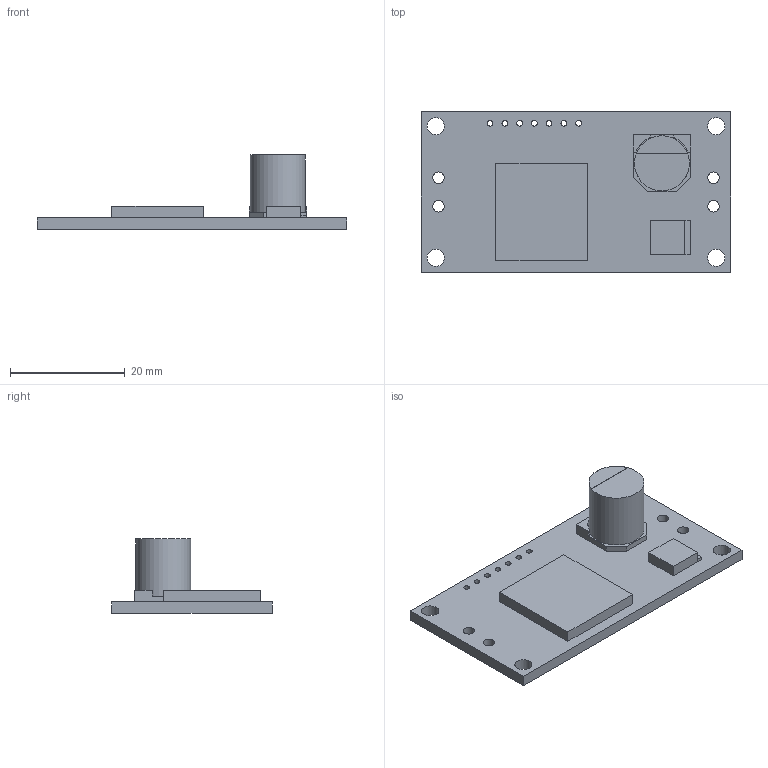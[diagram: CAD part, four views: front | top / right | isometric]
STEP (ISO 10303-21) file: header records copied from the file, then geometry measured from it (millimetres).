
FILE_DESCRIPTION(/* description */ (''),/* implementation_level */ '2;1');
FILE_NAME(/* name */ 'drive motor VNH2SP30.step',/* time_stamp */ '2022-12-28T00:14:38+10:00',/* author */ (''),/* organization */ (''),/* preprocessor_version */ 'ST-DEVELOPER v19.2',/* originating_system */ 'Autodesk Translation Framework v11.17.0.187',/* authorisation */ '');
FILE_SCHEMA (('AUTOMOTIVE_DESIGN { 1 0 10303 214 3 1 1 }'));
Length unit declared in the file: millimetre
Products named in the file (1): драйвер
Bounding box: 54 x 28 x 13.05 mm (x, y, z)
Volume: 4378.6 mm3; surface area: 4893.9 mm2
Topology: 7 solids, 7 shells, 63 faces, 147 edges, 98 vertices
Faces by surface type: plane 43, cylinder 20
Full cylindrical faces by diameter (mm): 1 x7, 2 x4, 3 x4, 9.6 x2
Entity records: 1913 total; most frequent: DIRECTION 315, CARTESIAN_POINT 309, ORIENTED_EDGE 294, EDGE_CURVE 147, LINE 107, VECTOR 107, AXIS2_PLACEMENT_3D 104, VERTEX_POINT 98
